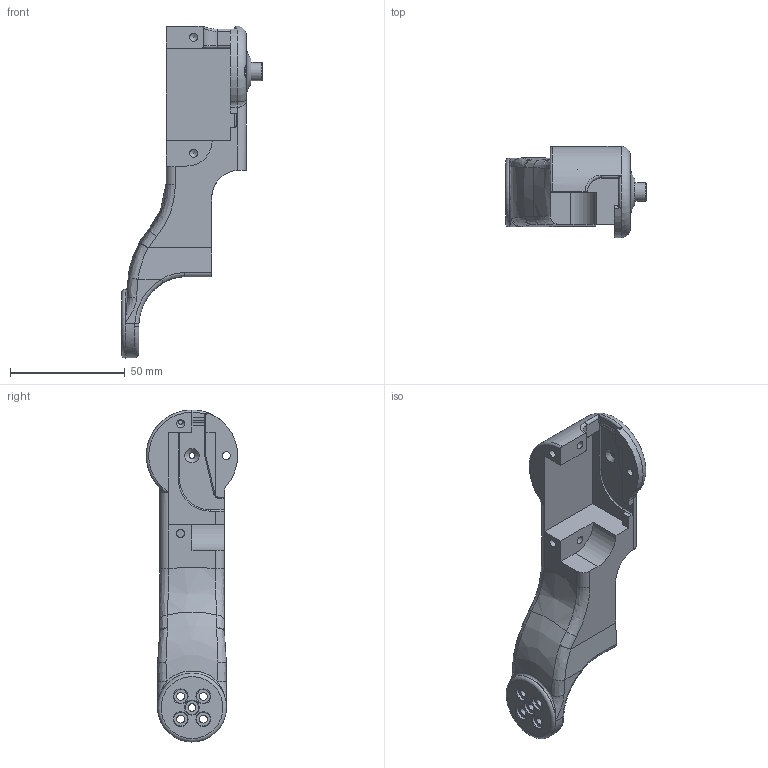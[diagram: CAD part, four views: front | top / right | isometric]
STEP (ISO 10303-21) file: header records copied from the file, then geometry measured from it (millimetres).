
FILE_DESCRIPTION(/* description */ (''),/* implementation_level */ '2;1');
FILE_NAME(/* name */ 'upper_leg_main.step',/* time_stamp */ '2021-12-29T16:35:57-08:00',/* author */ (''),/* organization */ (''),/* preprocessor_version */ 'ST-DEVELOPER v18.1',/* originating_system */ 'Autodesk Translation Framework v10.10.0.1391',/* authorisation */ '');
FILE_SCHEMA (('AUTOMOTIVE_DESIGN { 1 0 10303 214 3 1 1 }'));
Length unit declared in the file: millimetre
Products named in the file (1): upper_leg_main
Bounding box: 61.4 x 39.82 x 144.84 mm (x, y, z)
Volume: 67723.9 mm3; surface area: 20090.7 mm2
Topology: 1 solids, 1 shells, 219 faces, 565 edges, 351 vertices
Faces by surface type: cylinder 98, plane 49, bspline 37, torus 27, cone 8
Full cylindrical faces by diameter (mm): 2.529 x9, 3.086 x5, 3.4 x6, 3.5 x7, 6 x5, 6.5 x1, 8 x1, 20.2 x1, 30 x1
Entity records: 10596 total; most frequent: CARTESIAN_POINT 5560, ORIENTED_EDGE 1108, DIRECTION 937, EDGE_CURVE 554, AXIS2_PLACEMENT_3D 372, VERTEX_POINT 351, EDGE_LOOP 249, FACE_OUTER_BOUND 219
